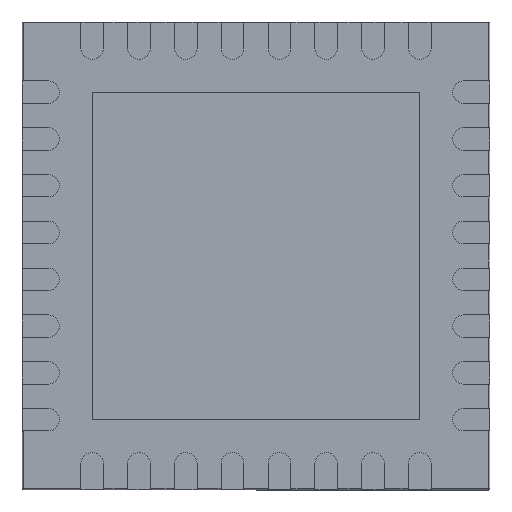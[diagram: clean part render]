
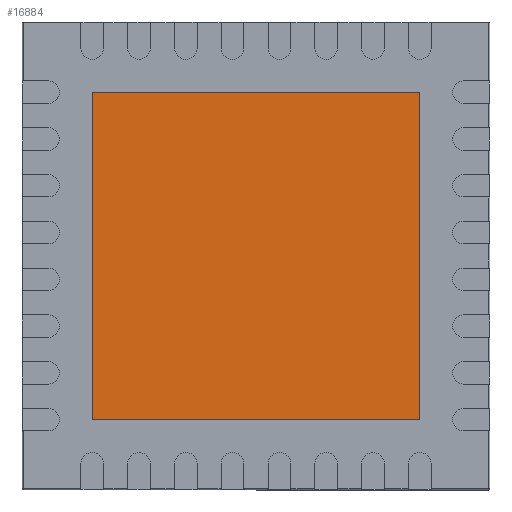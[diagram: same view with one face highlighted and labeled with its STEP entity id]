
A CAD part, top view. The second image highlights one B-rep face of the part: STEP entity #16884.
In plain terms, the highlighted planar face has unit normal (0, 0, 1).
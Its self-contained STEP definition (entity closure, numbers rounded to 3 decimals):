
#623 = VERTEX_POINT ( 'NONE', #3322 ) ;
#1205 = DIRECTION ( 'NONE',  ( 0., 0., 1. ) ) ;
#2142 = CARTESIAN_POINT ( 'NONE',  ( 1.75, 1.75, 0.525 ) ) ;
#2451 = LINE ( 'NONE', #6661, #8896 ) ;
#3322 = CARTESIAN_POINT ( 'NONE',  ( 1.75, -1.75, 0.525 ) ) ;
#3330 = CARTESIAN_POINT ( 'NONE',  ( 1.75, 1.75, 0.525 ) ) ;
#3360 = DIRECTION ( 'NONE',  ( 0., 1., 0. ) ) ;
#3527 = LINE ( 'NONE', #10631, #14326 ) ;
#3536 = EDGE_LOOP ( 'NONE', ( #10717, #7852, #8168, #5933 ) ) ;
#3824 = VERTEX_POINT ( 'NONE', #2142 ) ;
#3923 = VERTEX_POINT ( 'NONE', #4216 ) ;
#4216 = CARTESIAN_POINT ( 'NONE',  ( -1.75, 1.75, 0.525 ) ) ;
#5091 = DIRECTION ( 'NONE',  ( 1., 0., 0. ) ) ;
#5933 = ORIENTED_EDGE ( 'NONE', *, *, #6482, .T. ) ;
#6482 = EDGE_CURVE ( 'NONE', #9586, #623, #3527, .T. ) ;
#6661 = CARTESIAN_POINT ( 'NONE',  ( -1.75, 1.75, 0.525 ) ) ;
#6848 = EDGE_CURVE ( 'NONE', #3824, #3923, #17557, .T. ) ;
#7442 = EDGE_CURVE ( 'NONE', #623, #3824, #12129, .T. ) ;
#7852 = ORIENTED_EDGE ( 'NONE', *, *, #6848, .T. ) ;
#8168 = ORIENTED_EDGE ( 'NONE', *, *, #14444, .T. ) ;
#8361 = CARTESIAN_POINT ( 'NONE',  ( -1.75, -1.75, 0.525 ) ) ;
#8896 = VECTOR ( 'NONE', #12311, 1000. ) ;
#8960 = DIRECTION ( 'NONE',  ( -1., 0., 0. ) ) ;
#9586 = VERTEX_POINT ( 'NONE', #8361 ) ;
#9860 = VECTOR ( 'NONE', #3360, 1000. ) ;
#10631 = CARTESIAN_POINT ( 'NONE',  ( -1.75, -1.75, 0.525 ) ) ;
#10717 = ORIENTED_EDGE ( 'NONE', *, *, #7442, .T. ) ;
#11150 = FACE_OUTER_BOUND ( 'NONE', #3536, .T. ) ;
#11240 = CARTESIAN_POINT ( 'NONE',  ( 0., 0., 0.525 ) ) ;
#12129 = LINE ( 'NONE', #16024, #9860 ) ;
#12311 = DIRECTION ( 'NONE',  ( 0., -1., 0. ) ) ;
#12818 = PLANE ( 'NONE',  #15549 ) ;
#13440 = VECTOR ( 'NONE', #8960, 1000. ) ;
#14326 = VECTOR ( 'NONE', #5091, 1000. ) ;
#14444 = EDGE_CURVE ( 'NONE', #3923, #9586, #2451, .T. ) ;
#15549 = AXIS2_PLACEMENT_3D ( 'NONE', #11240, #1205, #16902 ) ;
#16024 = CARTESIAN_POINT ( 'NONE',  ( 1.75, -1.75, 0.525 ) ) ;
#16884 = ADVANCED_FACE ( 'NONE', ( #11150 ), #12818, .T. ) ;
#16902 = DIRECTION ( 'NONE',  ( 1., 0., 0. ) ) ;
#17557 = LINE ( 'NONE', #3330, #13440 ) ;
